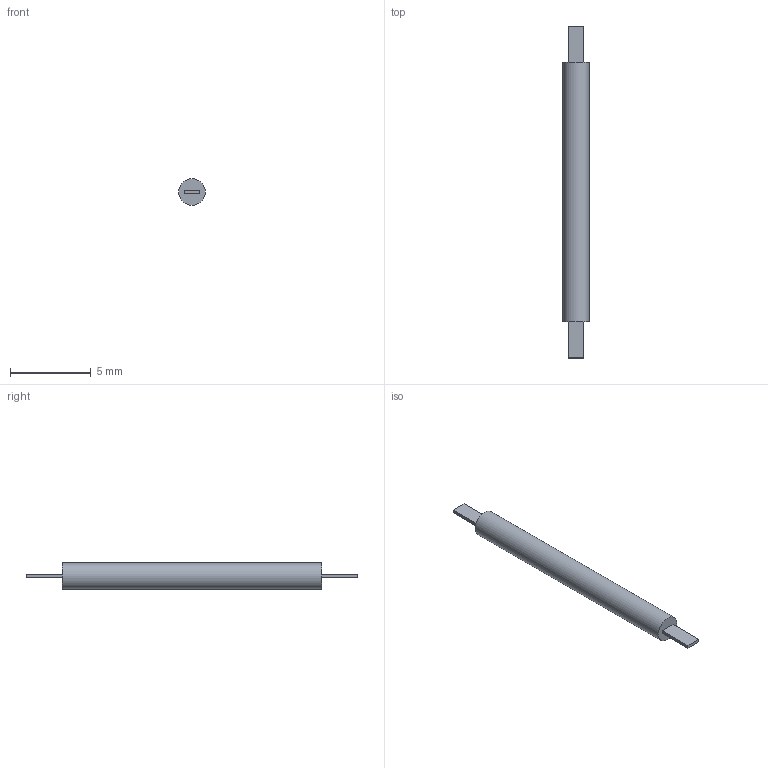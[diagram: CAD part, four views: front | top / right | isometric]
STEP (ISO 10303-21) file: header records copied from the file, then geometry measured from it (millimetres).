
FILE_DESCRIPTION (( 'STEP AP214' ), '1' );
FILE_NAME ('20.5mm led.STEP', '2023-12-15T21:52:21', ( '' ), ( '' ), 'SwSTEP 2.0', 'SolidWorks 2022', '' );
FILE_SCHEMA (( 'AUTOMOTIVE_DESIGN' ));
Length unit declared in the file: millimetre
Products named in the file (1): 20.5mm led
Bounding box: 1.64 x 20.5 x 1.64 mm (x, y, z)
Volume: 34.5 mm3; surface area: 96.9 mm2
Topology: 1 solids, 1 shells, 13 faces, 27 edges, 18 vertices
Faces by surface type: plane 12, cylinder 1
Full cylindrical faces by diameter (mm): 1.637 x1
Entity records: 405 total; most frequent: CARTESIAN_POINT 58, DIRECTION 56, ORIENTED_EDGE 52, EDGE_CURVE 26, VECTOR 24, LINE 24, VERTEX_POINT 18, AXIS2_PLACEMENT_3D 16
